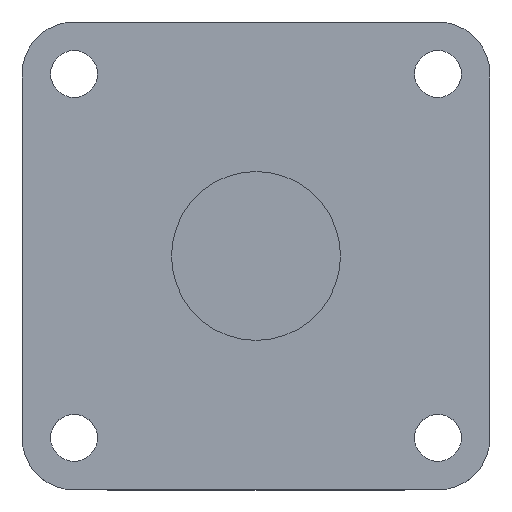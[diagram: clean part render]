
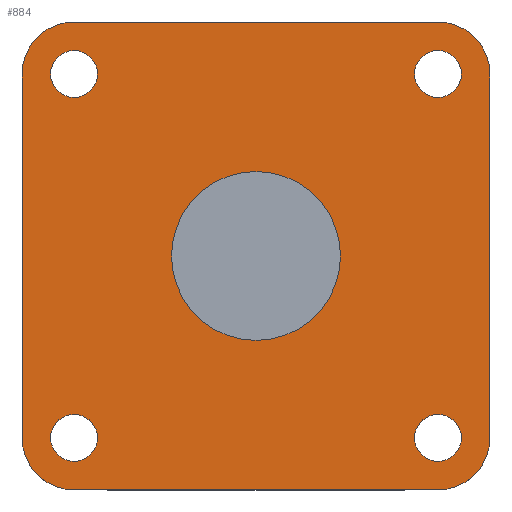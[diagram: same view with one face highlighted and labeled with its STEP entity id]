
A CAD part, top view. The second image highlights one B-rep face of the part: STEP entity #884.
In plain terms, the highlighted planar face has unit normal (0, 0, 1).
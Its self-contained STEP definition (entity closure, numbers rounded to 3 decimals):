
#56=LINE('',#1369,#142);
#66=LINE('',#1390,#152);
#76=LINE('',#1417,#162);
#94=LINE('',#1462,#180);
#142=VECTOR('',#1120,10.);
#152=VECTOR('',#1136,10.);
#162=VECTOR('',#1162,10.);
#180=VECTOR('',#1204,10.);
#200=FACE_BOUND('',#325,.T.);
#201=FACE_BOUND('',#326,.T.);
#202=FACE_BOUND('',#327,.T.);
#203=FACE_BOUND('',#328,.T.);
#204=FACE_BOUND('',#329,.T.);
#265=FACE_OUTER_BOUND('',#324,.T.);
#324=EDGE_LOOP('',(#795,#796,#797,#798,#799,#800,#801,#802));
#325=EDGE_LOOP('',(#803));
#326=EDGE_LOOP('',(#804));
#327=EDGE_LOOP('',(#805));
#328=EDGE_LOOP('',(#806));
#329=EDGE_LOOP('',(#807));
#331=CIRCLE('',#908,32.5);
#341=CIRCLE('',#933,9.);
#343=CIRCLE('',#936,9.);
#345=CIRCLE('',#939,9.);
#347=CIRCLE('',#942,9.);
#351=CIRCLE('',#952,20.);
#355=CIRCLE('',#963,20.);
#359=CIRCLE('',#972,20.);
#363=CIRCLE('',#982,20.);
#365=VERTEX_POINT('',#1238);
#393=VERTEX_POINT('',#1321);
#395=VERTEX_POINT('',#1326);
#397=VERTEX_POINT('',#1331);
#399=VERTEX_POINT('',#1336);
#410=VERTEX_POINT('',#1366);
#411=VERTEX_POINT('',#1368);
#415=VERTEX_POINT('',#1378);
#419=VERTEX_POINT('',#1388);
#427=VERTEX_POINT('',#1414);
#428=VERTEX_POINT('',#1416);
#439=VERTEX_POINT('',#1450);
#443=VERTEX_POINT('',#1460);
#449=EDGE_CURVE('',#365,#365,#331,.T.);
#489=EDGE_CURVE('',#393,#393,#341,.T.);
#491=EDGE_CURVE('',#395,#395,#343,.T.);
#493=EDGE_CURVE('',#397,#397,#345,.T.);
#495=EDGE_CURVE('',#399,#399,#347,.T.);
#510=EDGE_CURVE('',#411,#410,#56,.T.);
#516=EDGE_CURVE('',#410,#415,#351,.T.);
#521=EDGE_CURVE('',#415,#419,#66,.T.);
#534=EDGE_CURVE('',#428,#427,#76,.T.);
#539=EDGE_CURVE('',#427,#411,#355,.T.);
#552=EDGE_CURVE('',#419,#439,#359,.T.);
#557=EDGE_CURVE('',#439,#443,#94,.T.);
#567=EDGE_CURVE('',#443,#428,#363,.T.);
#795=ORIENTED_EDGE('',*,*,#534,.T.);
#796=ORIENTED_EDGE('',*,*,#539,.T.);
#797=ORIENTED_EDGE('',*,*,#510,.T.);
#798=ORIENTED_EDGE('',*,*,#516,.T.);
#799=ORIENTED_EDGE('',*,*,#521,.T.);
#800=ORIENTED_EDGE('',*,*,#552,.T.);
#801=ORIENTED_EDGE('',*,*,#557,.T.);
#802=ORIENTED_EDGE('',*,*,#567,.T.);
#803=ORIENTED_EDGE('',*,*,#449,.T.);
#804=ORIENTED_EDGE('',*,*,#489,.T.);
#805=ORIENTED_EDGE('',*,*,#491,.T.);
#806=ORIENTED_EDGE('',*,*,#493,.T.);
#807=ORIENTED_EDGE('',*,*,#495,.T.);
#838=PLANE('',#984);
#884=ADVANCED_FACE('',(#265,#200,#201,#202,#203,#204),#838,.T.);
#908=AXIS2_PLACEMENT_3D('',#1239,#993,#994);
#933=AXIS2_PLACEMENT_3D('',#1322,#1073,#1074);
#936=AXIS2_PLACEMENT_3D('',#1327,#1079,#1080);
#939=AXIS2_PLACEMENT_3D('',#1332,#1085,#1086);
#942=AXIS2_PLACEMENT_3D('',#1337,#1091,#1092);
#952=AXIS2_PLACEMENT_3D('',#1380,#1128,#1129);
#963=AXIS2_PLACEMENT_3D('',#1426,#1169,#1170);
#972=AXIS2_PLACEMENT_3D('',#1452,#1196,#1197);
#982=AXIS2_PLACEMENT_3D('',#1481,#1227,#1228);
#984=AXIS2_PLACEMENT_3D('',#1483,#1231,#1232);
#993=DIRECTION('center_axis',(0.,0.,-1.));
#994=DIRECTION('ref_axis',(-1.,0.,0.));
#1073=DIRECTION('center_axis',(0.,0.,-1.));
#1074=DIRECTION('ref_axis',(1.,0.,0.));
#1079=DIRECTION('center_axis',(0.,0.,-1.));
#1080=DIRECTION('ref_axis',(1.,0.,0.));
#1085=DIRECTION('center_axis',(0.,0.,-1.));
#1086=DIRECTION('ref_axis',(1.,0.,0.));
#1091=DIRECTION('center_axis',(0.,0.,-1.));
#1092=DIRECTION('ref_axis',(1.,0.,0.));
#1120=DIRECTION('',(1.,0.,0.));
#1128=DIRECTION('center_axis',(0.,0.,1.));
#1129=DIRECTION('ref_axis',(0.,-1.,0.));
#1136=DIRECTION('',(0.,1.,0.));
#1162=DIRECTION('',(0.,-1.,0.));
#1169=DIRECTION('center_axis',(0.,0.,1.));
#1170=DIRECTION('ref_axis',(-1.,0.,0.));
#1196=DIRECTION('center_axis',(0.,0.,1.));
#1197=DIRECTION('ref_axis',(1.,0.,0.));
#1204=DIRECTION('',(-1.,0.,0.));
#1227=DIRECTION('center_axis',(0.,0.,1.));
#1228=DIRECTION('ref_axis',(0.,1.,0.));
#1231=DIRECTION('center_axis',(0.,0.,1.));
#1232=DIRECTION('ref_axis',(1.,0.,0.));
#1238=CARTESIAN_POINT('',(32.5,0.,0.));
#1239=CARTESIAN_POINT('Origin',(0.,0.,0.));
#1321=CARTESIAN_POINT('',(-79.,-70.,0.));
#1322=CARTESIAN_POINT('Origin',(-70.,-70.,0.));
#1326=CARTESIAN_POINT('',(61.,-70.,0.));
#1327=CARTESIAN_POINT('Origin',(70.,-70.,0.));
#1331=CARTESIAN_POINT('',(-79.,70.,0.));
#1332=CARTESIAN_POINT('Origin',(-70.,70.,0.));
#1336=CARTESIAN_POINT('',(61.,70.,0.));
#1337=CARTESIAN_POINT('Origin',(70.,70.,0.));
#1366=CARTESIAN_POINT('',(70.,-90.,0.));
#1368=CARTESIAN_POINT('',(-70.,-90.,0.));
#1369=CARTESIAN_POINT('',(-70.,-90.,0.));
#1378=CARTESIAN_POINT('',(90.,-70.,0.));
#1380=CARTESIAN_POINT('Origin',(70.,-70.,0.));
#1388=CARTESIAN_POINT('',(90.,70.,0.));
#1390=CARTESIAN_POINT('',(90.,-70.,0.));
#1414=CARTESIAN_POINT('',(-90.,-70.,0.));
#1416=CARTESIAN_POINT('',(-90.,70.,0.));
#1417=CARTESIAN_POINT('',(-90.,70.,0.));
#1426=CARTESIAN_POINT('Origin',(-70.,-70.,0.));
#1450=CARTESIAN_POINT('',(70.,90.,0.));
#1452=CARTESIAN_POINT('Origin',(70.,70.,0.));
#1460=CARTESIAN_POINT('',(-70.,90.,0.));
#1462=CARTESIAN_POINT('',(70.,90.,0.));
#1481=CARTESIAN_POINT('Origin',(-70.,70.,0.));
#1483=CARTESIAN_POINT('Origin',(0.,0.,
0.));
